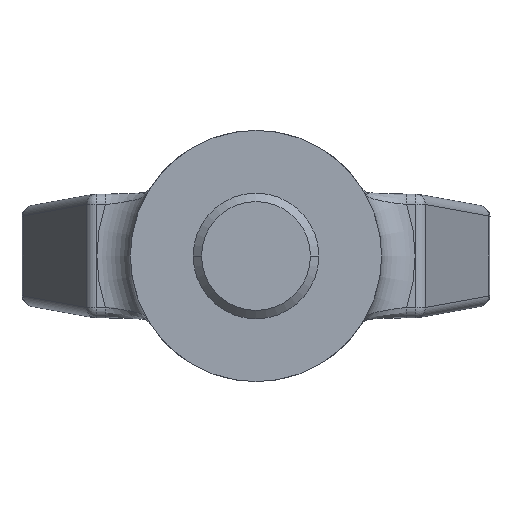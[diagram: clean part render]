
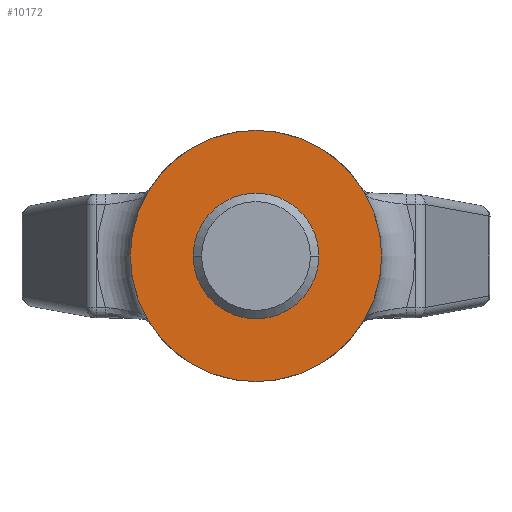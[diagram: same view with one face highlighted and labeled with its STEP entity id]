
A CAD part, front view. The second image highlights one B-rep face of the part: STEP entity #10172.
In plain terms, the highlighted planar face has unit normal (0, -1, 0).
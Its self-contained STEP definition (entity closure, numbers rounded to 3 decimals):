
#1242=CARTESIAN_POINT('',(0.,-56.,0.));
#1243=DIRECTION('',(0.,-1.,0.));
#1244=DIRECTION('',(-1.,0.,0.));
#1245=AXIS2_PLACEMENT_3D('',#1242,#1243,#1244);
#1247=CARTESIAN_POINT('',(0.,-56.,0.));
#1248=DIRECTION('',(0.,1.,0.));
#1249=DIRECTION('',(-1.,0.,0.));
#1250=AXIS2_PLACEMENT_3D('',#1247,#1248,#1249);
#6034=CARTESIAN_POINT('',(-30.,-56.,0.));
#6035=CARTESIAN_POINT('',(30.,-56.,0.));
#6036=VERTEX_POINT('',#6034);
#6037=VERTEX_POINT('',#6035);
#10163=CARTESIAN_POINT('',(0.,-56.,0.));
#10164=DIRECTION('',(0.,1.,0.));
#10165=DIRECTION('',(1.,0.,0.));
#10166=AXIS2_PLACEMENT_3D('',#10163,#10164,#10165);
#10167=PLANE('',#10166);
#10168=ORIENTED_EDGE('',*,*,#10154,.F.);
#10169=ORIENTED_EDGE('',*,*,#7853,.T.);
#10170=EDGE_LOOP('',(#10168,#10169));
#10171=FACE_OUTER_BOUND('',#10170,.F.);
#10172=ADVANCED_FACE('',(#10171),#10167,.F.);
#1246=CIRCLE('',#1245,30.);
#1251=CIRCLE('',#1250,30.);
#7853=EDGE_CURVE('',#6036,#6037,#1251,.T.);
#10154=EDGE_CURVE('',#6036,#6037,#1246,.T.);
